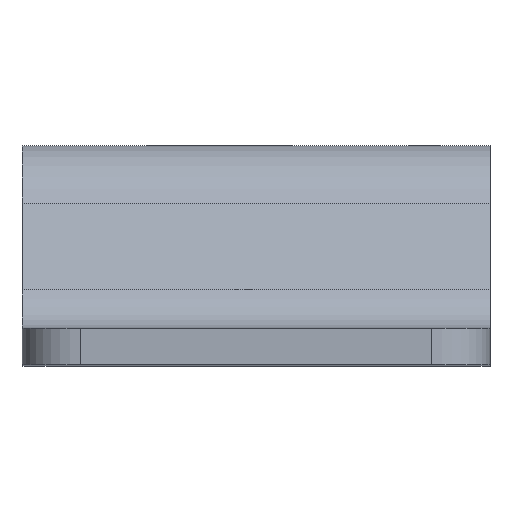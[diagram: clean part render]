
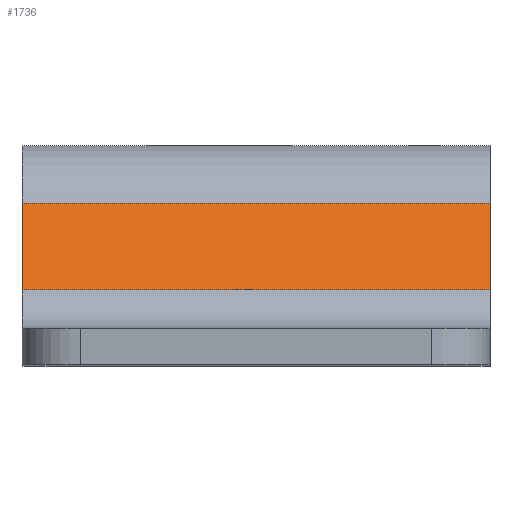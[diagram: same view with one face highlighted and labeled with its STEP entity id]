
A CAD part, top view. The second image highlights one B-rep face of the part: STEP entity #1736.
In plain terms, the highlighted planar face has unit normal (0, 0.342, 0.94).
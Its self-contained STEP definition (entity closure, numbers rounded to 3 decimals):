
#185 = CARTESIAN_POINT ( 'NONE',  ( 32., 5.132, 20.793 ) ) ;
#234 = EDGE_LOOP ( 'NONE', ( #1417, #1639, #849, #321 ) ) ;
#268 = DIRECTION ( 'NONE',  ( -1., 0., 0. ) ) ;
#321 = ORIENTED_EDGE ( 'NONE', *, *, #1222, .T. ) ;
#345 = CARTESIAN_POINT ( 'NONE',  ( 32., 2.5, 21.751 ) ) ;
#371 = CARTESIAN_POINT ( 'NONE',  ( 32., 2.5, 21.751 ) ) ;
#428 = VERTEX_POINT ( 'NONE', #1412 ) ;
#504 = DIRECTION ( 'NONE',  ( 0., 0.94, -0.342 ) ) ;
#520 = AXIS2_PLACEMENT_3D ( 'NONE', #345, #1784, #504 ) ;
#525 = PLANE ( 'NONE',  #520 ) ;
#551 = EDGE_CURVE ( 'NONE', #1326, #428, #2109, .T. ) ;
#646 = CARTESIAN_POINT ( 'NONE',  ( 0., 2.5, 21.751 ) ) ;
#812 = EDGE_CURVE ( 'NONE', #1268, #1326, #1296, .T. ) ;
#835 = VECTOR ( 'NONE', #1953, 1000. ) ;
#849 = ORIENTED_EDGE ( 'NONE', *, *, #2127, .F. ) ;
#858 = VECTOR ( 'NONE', #2362, 1000. ) ;
#1125 = VERTEX_POINT ( 'NONE', #2238 ) ;
#1138 = VECTOR ( 'NONE', #1452, 1000. ) ;
#1222 = EDGE_CURVE ( 'NONE', #1125, #1268, #2210, .T. ) ;
#1268 = VERTEX_POINT ( 'NONE', #1728 ) ;
#1296 = LINE ( 'NONE', #646, #835 ) ;
#1326 = VERTEX_POINT ( 'NONE', #1757 ) ;
#1337 = LINE ( 'NONE', #371, #858 ) ;
#1412 = CARTESIAN_POINT ( 'NONE',  ( 32., 5.132, 20.793 ) ) ;
#1417 = ORIENTED_EDGE ( 'NONE', *, *, #812, .T. ) ;
#1452 = DIRECTION ( 'NONE',  ( 1., 0., 0. ) ) ;
#1639 = ORIENTED_EDGE ( 'NONE', *, *, #551, .T. ) ;
#1728 = CARTESIAN_POINT ( 'NONE',  ( 0., 11.052, 18.638 ) ) ;
#1736 = ADVANCED_FACE ( 'NONE', ( #2113 ), #525, .F. ) ;
#1757 = CARTESIAN_POINT ( 'NONE',  ( 0., 5.132, 20.793 ) ) ;
#1784 = DIRECTION ( 'NONE',  ( 0., -0.342, -0.94 ) ) ;
#1833 = VECTOR ( 'NONE', #268, 1000. ) ;
#1953 = DIRECTION ( 'NONE',  ( 0., -0.94, 0.342 ) ) ;
#2109 = LINE ( 'NONE', #185, #1138 ) ;
#2113 = FACE_OUTER_BOUND ( 'NONE', #234, .T. ) ;
#2127 = EDGE_CURVE ( 'NONE', #1125, #428, #1337, .T. ) ;
#2210 = LINE ( 'NONE', #2280, #1833 ) ;
#2238 = CARTESIAN_POINT ( 'NONE',  ( 32., 11.052, 18.638 ) ) ;
#2280 = CARTESIAN_POINT ( 'NONE',  ( 32., 11.052, 18.638 ) ) ;
#2362 = DIRECTION ( 'NONE',  ( 0., -0.94, 0.342 ) ) ;
